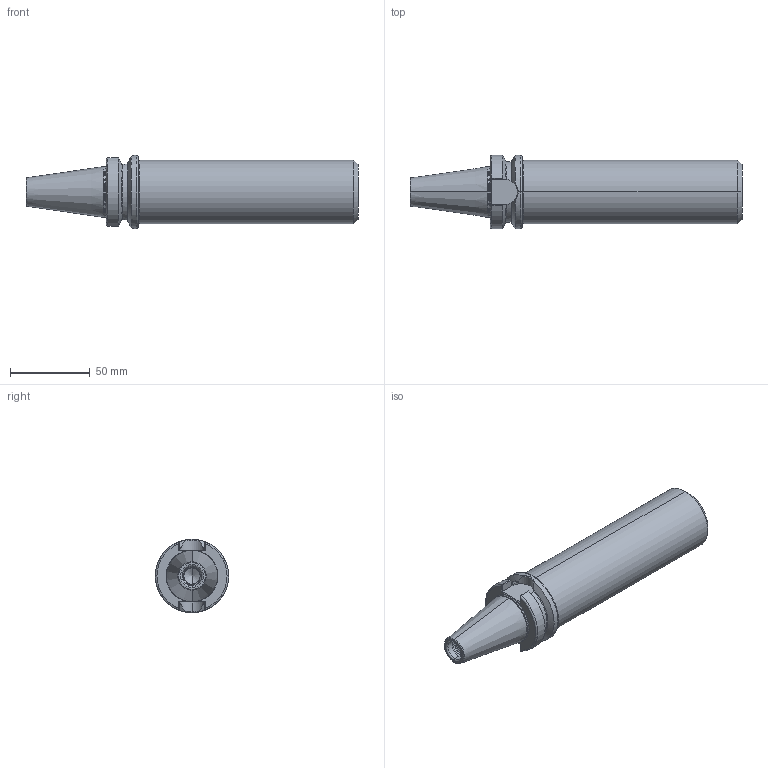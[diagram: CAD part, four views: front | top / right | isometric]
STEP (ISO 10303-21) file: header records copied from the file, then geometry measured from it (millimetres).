
FILE_DESCRIPTION (( 'STEP AP203' ), '1' );
FILE_NAME ('305.17.40.STEP', '2016-08-23T05:36:27', ( '' ), ( '' ), 'SwSTEP 2.0', 'SolidWorks 2012', '' );
FILE_SCHEMA (( 'CONFIG_CONTROL_DESIGN' ));
Length unit declared in the file: millimetre
Products named in the file (1): 305.17.40
Bounding box: 208.4 x 46 x 46 mm (x, y, z)
Volume: 222261.5 mm3; surface area: 28747.2 mm2
Topology: 1 solids, 1 shells, 118 faces, 298 edges, 181 vertices
Faces by surface type: cylinder 37, plane 28, torus 22, cone 21, bspline 10
Entity records: 6762 total; most frequent: CARTESIAN_POINT 4098, ORIENTED_EDGE 588, DIRECTION 492, EDGE_CURVE 294, AXIS2_PLACEMENT_3D 198, VERTEX_POINT 181, EDGE_LOOP 121, FACE_OUTER_BOUND 118
